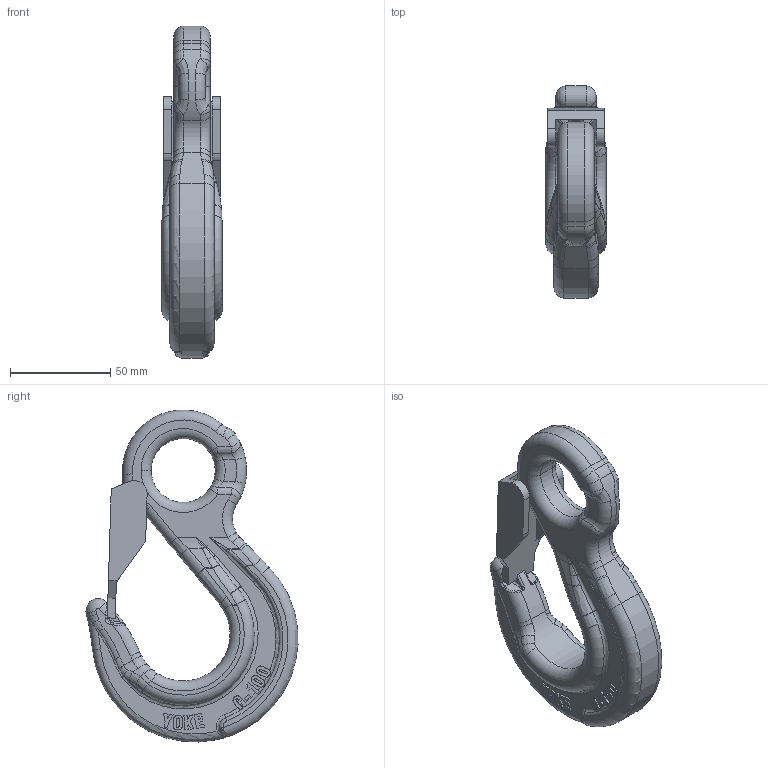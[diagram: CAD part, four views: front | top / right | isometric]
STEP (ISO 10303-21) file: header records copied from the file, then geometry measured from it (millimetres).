
FILE_DESCRIPTION(('CATIA V5 STEP Exchange'),'2;1');
FILE_NAME('X-044_S-10.stp','2014-06-16T05:06:58+00:00',('none'),('none'),'CATIA Version 5 Release 21 GA (IN-10)','CATIA V5 STEP AP214','none');
FILE_SCHEMA(('AUTOMOTIVE_DESIGN { 1 0 10303 214 1 1 1 1 }'));
Length unit declared in the file: millimetre
Products named in the file (1): X-044/S-10
Bounding box: 30 x 105.98 x 165.95 mm (x, y, z)
Volume: 167165.1 mm3; surface area: 34676 mm2
Topology: 1 solids, 1 shells, 1055 faces, 2970 edges, 1906 vertices
Faces by surface type: plane 794, bspline 98, torus 84, cylinder 71, sphere 8
Entity records: 40934 total; most frequent: CARTESIAN_POINT 16532, ORIENTED_EDGE 5900, DIRECTION 3691, EDGE_CURVE 2950, VERTEX_POINT 1906, VECTOR 1587, LINE 1587, AXIS2_PLACEMENT_3D 1193
